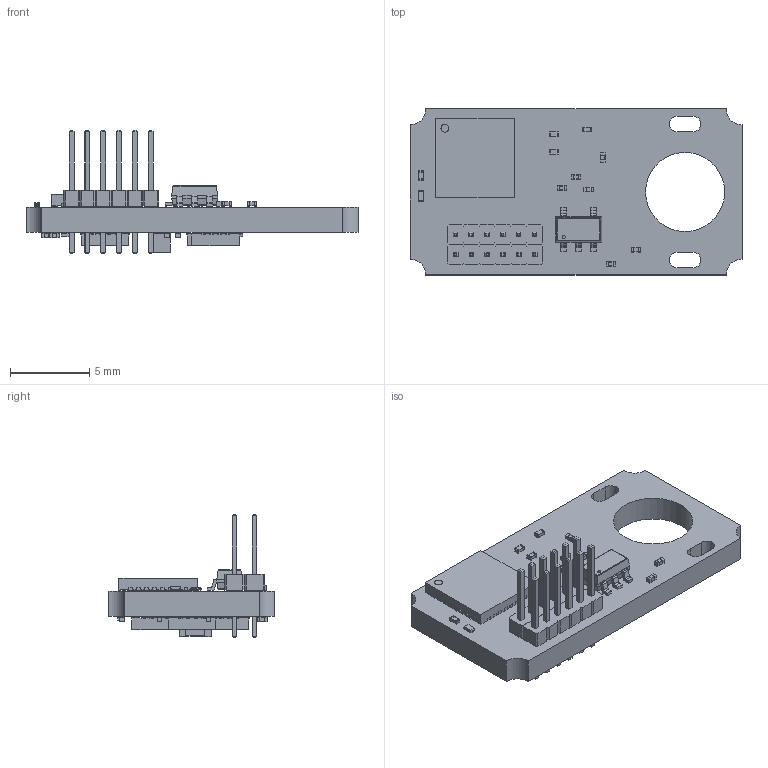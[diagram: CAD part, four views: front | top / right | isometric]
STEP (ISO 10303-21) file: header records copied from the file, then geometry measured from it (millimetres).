
FILE_DESCRIPTION(('KiCad electronic assembly'),'2;1');
FILE_NAME('motor controller.step','2018-08-08T16:00:23',('An Author'),( 'A Company'),'Open CASCADE STEP processor 6.8', 'KiCad to STEP converter','Unknown');
FILE_SCHEMA(('AUTOMOTIVE_DESIGN_CC2 { 1 2 10303 214 -1 1 5 4 }'));
Length unit declared in the file: millimetre
Products named in the file (18): Open CASCADE STEP translator 6.8 1; C_0805_2012Metric; SOLID; A3918SESTR-T; COMPOUND; PinHeader_1x06_P1.00mm_Vertical; QFN-32-1EP_5x5mm_P0.5mm_EP3.45x3.45mm; MIC5501-3.0YM5-TR; C_0201_0603Metric; LED_0201_0603Metric; R_0201_0603Metric
Assembly tree (35 placements, depth 3):
  Open CASCADE STEP translator 6.8 1
    C_0805_2012Metric
      SOLID
    A3918SESTR-T  x3
      COMPOUND
    PinHeader_1x06_P1.00mm_Vertical  x2
      SOLID
    QFN-32-1EP_5x5mm_P0.5mm_EP3.45x3.45mm
      SOLID
    MIC5501-3.0YM5-TR
      COMPOUND
    C_0201_0603Metric  x11
      SOLID
    LED_0201_0603Metric
      SOLID
    R_0201_0603Metric  x6
      SOLID
    COMPOUND
Bounding box: 21 x 10.5 x 7.8 mm (x, y, z)
Volume: 379 mm3; surface area: 945.5 mm2
Topology: 83 solids, 83 shells, 1468 faces, 3595 edges, 2350 vertices
Faces by surface type: plane 1147, cylinder 321
Full cylindrical faces by diameter (mm): 0.2 x1, 0.375 x3, 0.5 x13, 5 x1
Entity records: 53212 total; most frequent: CARTESIAN_POINT 14235, DIRECTION 6522, LINE 4469, VECTOR 4469, ORIENTED_EDGE 3486, PCURVE 3486, DEFINITIONAL_REPRESENTATION 3486, EDGE_CURVE 1743
